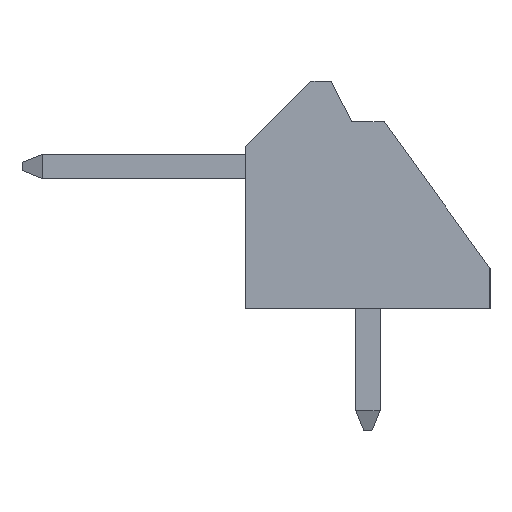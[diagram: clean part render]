
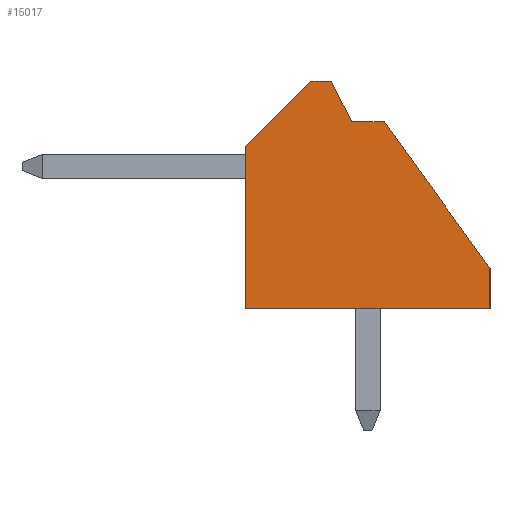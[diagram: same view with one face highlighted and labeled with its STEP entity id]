
A CAD part, left-side view. The second image highlights one B-rep face of the part: STEP entity #15017.
In plain terms, the highlighted planar face has unit normal (-1, 0, 0).
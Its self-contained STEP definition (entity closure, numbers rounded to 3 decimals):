
#14750 = VERTEX_POINT('',#14751);
#14751 = CARTESIAN_POINT('',(-1.25,0.4,4.6));
#14760 = PLANE('',#14761);
#14761 = AXIS2_PLACEMENT_3D('',#14762,#14763,#14764);
#14762 = CARTESIAN_POINT('',(-1.25,0.4,4.6));
#14763 = DIRECTION('',(0.,0.,-1.));
#14764 = DIRECTION('',(0.,-1.,0.));
#14772 = PLANE('',#14773);
#14773 = AXIS2_PLACEMENT_3D('',#14774,#14775,#14776);
#14774 = CARTESIAN_POINT('',(-1.25,0.4,4.6));
#14775 = DIRECTION('',(0.,-0.894,0.447));
#14776 = DIRECTION('',(0.,0.447,0.894));
#14813 = VERTEX_POINT('',#14814);
#14814 = CARTESIAN_POINT('',(-1.25,-0.4,4.6));
#14828 = PLANE('',#14829);
#14829 = AXIS2_PLACEMENT_3D('',#14830,#14831,#14832);
#14830 = CARTESIAN_POINT('',(-1.25,-0.4,4.6));
#14831 = DIRECTION('',(0.,0.811,-0.585));
#14832 = DIRECTION('',(0.,-0.585,-0.811));
#14840 = EDGE_CURVE('',#14750,#14813,#14841,.T.);
#14841 = SURFACE_CURVE('',#14842,(#14846,#14853),.PCURVE_S1.);
#14842 = LINE('',#14843,#14844);
#14843 = CARTESIAN_POINT('',(-1.25,0.4,4.6));
#14844 = VECTOR('',#14845,1.);
#14845 = DIRECTION('',(0.,-1.,0.));
#14846 = PCURVE('',#14760,#14847);
#14847 = DEFINITIONAL_REPRESENTATION('',(#14848),#14852);
#14848 = LINE('',#14849,#14850);
#14849 = CARTESIAN_POINT('',(0.,-0.));
#14850 = VECTOR('',#14851,1.);
#14851 = DIRECTION('',(1.,0.));
#14852 = ( GEOMETRIC_REPRESENTATION_CONTEXT(2) 
PARAMETRIC_REPRESENTATION_CONTEXT() REPRESENTATION_CONTEXT('2D SPACE',''
  ) );
#14853 = PCURVE('',#14854,#14859);
#14854 = PLANE('',#14855);
#14855 = AXIS2_PLACEMENT_3D('',#14856,#14857,#14858);
#14856 = CARTESIAN_POINT('',(-1.25,0.384,2.186));
#14857 = DIRECTION('',(1.,0.,0.));
#14858 = DIRECTION('',(0.,0.,1.));
#14859 = DEFINITIONAL_REPRESENTATION('',(#14860),#14864);
#14860 = LINE('',#14861,#14862);
#14861 = CARTESIAN_POINT('',(2.414,-0.016));
#14862 = VECTOR('',#14863,1.);
#14863 = DIRECTION('',(0.,1.));
#14864 = ( GEOMETRIC_REPRESENTATION_CONTEXT(2) 
PARAMETRIC_REPRESENTATION_CONTEXT() REPRESENTATION_CONTEXT('2D SPACE',''
  ) );
#14894 = VERTEX_POINT('',#14895);
#14895 = CARTESIAN_POINT('',(-1.25,0.9,5.6));
#14909 = PLANE('',#14910);
#14910 = AXIS2_PLACEMENT_3D('',#14911,#14912,#14913);
#14911 = CARTESIAN_POINT('',(-1.25,1.4,5.6));
#14912 = DIRECTION('',(0.,0.,-1.));
#14913 = DIRECTION('',(0.,-1.,0.));
#14921 = EDGE_CURVE('',#14750,#14894,#14922,.T.);
#14922 = SURFACE_CURVE('',#14923,(#14927,#14934),.PCURVE_S1.);
#14923 = LINE('',#14924,#14925);
#14924 = CARTESIAN_POINT('',(-1.25,0.4,4.6));
#14925 = VECTOR('',#14926,1.);
#14926 = DIRECTION('',(0.,0.447,0.894));
#14927 = PCURVE('',#14772,#14928);
#14928 = DEFINITIONAL_REPRESENTATION('',(#14929),#14933);
#14929 = LINE('',#14930,#14931);
#14930 = CARTESIAN_POINT('',(0.,0.));
#14931 = VECTOR('',#14932,1.);
#14932 = DIRECTION('',(1.,0.));
#14933 = ( GEOMETRIC_REPRESENTATION_CONTEXT(2) 
PARAMETRIC_REPRESENTATION_CONTEXT() REPRESENTATION_CONTEXT('2D SPACE',''
  ) );
#14934 = PCURVE('',#14854,#14935);
#14935 = DEFINITIONAL_REPRESENTATION('',(#14936),#14940);
#14936 = LINE('',#14937,#14938);
#14937 = CARTESIAN_POINT('',(2.414,-0.016));
#14938 = VECTOR('',#14939,1.);
#14939 = DIRECTION('',(0.894,-0.447));
#14940 = ( GEOMETRIC_REPRESENTATION_CONTEXT(2) 
PARAMETRIC_REPRESENTATION_CONTEXT() REPRESENTATION_CONTEXT('2D SPACE',''
  ) );
#14970 = VERTEX_POINT('',#14971);
#14971 = CARTESIAN_POINT('',(-1.25,-3.,1.));
#14985 = PLANE('',#14986);
#14986 = AXIS2_PLACEMENT_3D('',#14987,#14988,#14989);
#14987 = CARTESIAN_POINT('',(-1.25,-3.,1.));
#14988 = DIRECTION('',(0.,1.,0.));
#14989 = DIRECTION('',(0.,0.,-1.));
#14997 = EDGE_CURVE('',#14813,#14970,#14998,.T.);
#14998 = SURFACE_CURVE('',#14999,(#15003,#15010),.PCURVE_S1.);
#14999 = LINE('',#15000,#15001);
#15000 = CARTESIAN_POINT('',(-1.25,-0.4,4.6));
#15001 = VECTOR('',#15002,1.);
#15002 = DIRECTION('',(0.,-0.585,-0.811));
#15003 = PCURVE('',#14828,#15004);
#15004 = DEFINITIONAL_REPRESENTATION('',(#15005),#15009);
#15005 = LINE('',#15006,#15007);
#15006 = CARTESIAN_POINT('',(0.,0.));
#15007 = VECTOR('',#15008,1.);
#15008 = DIRECTION('',(1.,0.));
#15009 = ( GEOMETRIC_REPRESENTATION_CONTEXT(2) 
PARAMETRIC_REPRESENTATION_CONTEXT() REPRESENTATION_CONTEXT('2D SPACE',''
  ) );
#15010 = PCURVE('',#14854,#15011);
#15011 = DEFINITIONAL_REPRESENTATION('',(#15012),#15016);
#15012 = LINE('',#15013,#15014);
#15013 = CARTESIAN_POINT('',(2.414,0.784));
#15014 = VECTOR('',#15015,1.);
#15015 = DIRECTION('',(-0.811,0.585));
#15016 = ( GEOMETRIC_REPRESENTATION_CONTEXT(2) 
PARAMETRIC_REPRESENTATION_CONTEXT() REPRESENTATION_CONTEXT('2D SPACE',''
  ) );
#15017 = ADVANCED_FACE('',(#15018),#14854,.F.);
#15018 = FACE_BOUND('',#15019,.F.);
#15019 = EDGE_LOOP('',(#15020,#15021,#15022,#15045,#15073,#15101,#15129,
    #15150));
#15020 = ORIENTED_EDGE('',*,*,#14840,.T.);
#15021 = ORIENTED_EDGE('',*,*,#14997,.T.);
#15022 = ORIENTED_EDGE('',*,*,#15023,.T.);
#15023 = EDGE_CURVE('',#14970,#15024,#15026,.T.);
#15024 = VERTEX_POINT('',#15025);
#15025 = CARTESIAN_POINT('',(-1.25,-3.,0.));
#15026 = SURFACE_CURVE('',#15027,(#15031,#15038),.PCURVE_S1.);
#15027 = LINE('',#15028,#15029);
#15028 = CARTESIAN_POINT('',(-1.25,-3.,1.));
#15029 = VECTOR('',#15030,1.);
#15030 = DIRECTION('',(0.,0.,-1.));
#15031 = PCURVE('',#14854,#15032);
#15032 = DEFINITIONAL_REPRESENTATION('',(#15033),#15037);
#15033 = LINE('',#15034,#15035);
#15034 = CARTESIAN_POINT('',(-1.186,3.384));
#15035 = VECTOR('',#15036,1.);
#15036 = DIRECTION('',(-1.,0.));
#15037 = ( GEOMETRIC_REPRESENTATION_CONTEXT(2) 
PARAMETRIC_REPRESENTATION_CONTEXT() REPRESENTATION_CONTEXT('2D SPACE',''
  ) );
#15038 = PCURVE('',#14985,#15039);
#15039 = DEFINITIONAL_REPRESENTATION('',(#15040),#15044);
#15040 = LINE('',#15041,#15042);
#15041 = CARTESIAN_POINT('',(0.,0.));
#15042 = VECTOR('',#15043,1.);
#15043 = DIRECTION('',(1.,0.));
#15044 = ( GEOMETRIC_REPRESENTATION_CONTEXT(2) 
PARAMETRIC_REPRESENTATION_CONTEXT() REPRESENTATION_CONTEXT('2D SPACE',''
  ) );
#15045 = ORIENTED_EDGE('',*,*,#15046,.T.);
#15046 = EDGE_CURVE('',#15024,#15047,#15049,.T.);
#15047 = VERTEX_POINT('',#15048);
#15048 = CARTESIAN_POINT('',(-1.25,3.,0.));
#15049 = SURFACE_CURVE('',#15050,(#15054,#15061),.PCURVE_S1.);
#15050 = LINE('',#15051,#15052);
#15051 = CARTESIAN_POINT('',(-1.25,-3.,0.));
#15052 = VECTOR('',#15053,1.);
#15053 = DIRECTION('',(0.,1.,0.));
#15054 = PCURVE('',#14854,#15055);
#15055 = DEFINITIONAL_REPRESENTATION('',(#15056),#15060);
#15056 = LINE('',#15057,#15058);
#15057 = CARTESIAN_POINT('',(-2.186,3.384));
#15058 = VECTOR('',#15059,1.);
#15059 = DIRECTION('',(0.,-1.));
#15060 = ( GEOMETRIC_REPRESENTATION_CONTEXT(2) 
PARAMETRIC_REPRESENTATION_CONTEXT() REPRESENTATION_CONTEXT('2D SPACE',''
  ) );
#15061 = PCURVE('',#15062,#15067);
#15062 = PLANE('',#15063);
#15063 = AXIS2_PLACEMENT_3D('',#15064,#15065,#15066);
#15064 = CARTESIAN_POINT('',(-1.25,-3.,0.));
#15065 = DIRECTION('',(0.,0.,1.));
#15066 = DIRECTION('',(0.,1.,0.));
#15067 = DEFINITIONAL_REPRESENTATION('',(#15068),#15072);
#15068 = LINE('',#15069,#15070);
#15069 = CARTESIAN_POINT('',(0.,0.));
#15070 = VECTOR('',#15071,1.);
#15071 = DIRECTION('',(1.,0.));
#15072 = ( GEOMETRIC_REPRESENTATION_CONTEXT(2) 
PARAMETRIC_REPRESENTATION_CONTEXT() REPRESENTATION_CONTEXT('2D SPACE',''
  ) );
#15073 = ORIENTED_EDGE('',*,*,#15074,.T.);
#15074 = EDGE_CURVE('',#15047,#15075,#15077,.T.);
#15075 = VERTEX_POINT('',#15076);
#15076 = CARTESIAN_POINT('',(-1.25,3.,4.));
#15077 = SURFACE_CURVE('',#15078,(#15082,#15089),.PCURVE_S1.);
#15078 = LINE('',#15079,#15080);
#15079 = CARTESIAN_POINT('',(-1.25,3.,0.));
#15080 = VECTOR('',#15081,1.);
#15081 = DIRECTION('',(0.,0.,1.));
#15082 = PCURVE('',#14854,#15083);
#15083 = DEFINITIONAL_REPRESENTATION('',(#15084),#15088);
#15084 = LINE('',#15085,#15086);
#15085 = CARTESIAN_POINT('',(-2.186,-2.616));
#15086 = VECTOR('',#15087,1.);
#15087 = DIRECTION('',(1.,0.));
#15088 = ( GEOMETRIC_REPRESENTATION_CONTEXT(2) 
PARAMETRIC_REPRESENTATION_CONTEXT() REPRESENTATION_CONTEXT('2D SPACE',''
  ) );
#15089 = PCURVE('',#15090,#15095);
#15090 = PLANE('',#15091);
#15091 = AXIS2_PLACEMENT_3D('',#15092,#15093,#15094);
#15092 = CARTESIAN_POINT('',(-1.25,3.,0.));
#15093 = DIRECTION('',(0.,-1.,0.));
#15094 = DIRECTION('',(0.,0.,1.));
#15095 = DEFINITIONAL_REPRESENTATION('',(#15096),#15100);
#15096 = LINE('',#15097,#15098);
#15097 = CARTESIAN_POINT('',(0.,0.));
#15098 = VECTOR('',#15099,1.);
#15099 = DIRECTION('',(1.,0.));
#15100 = ( GEOMETRIC_REPRESENTATION_CONTEXT(2) 
PARAMETRIC_REPRESENTATION_CONTEXT() REPRESENTATION_CONTEXT('2D SPACE',''
  ) );
#15101 = ORIENTED_EDGE('',*,*,#15102,.F.);
#15102 = EDGE_CURVE('',#15103,#15075,#15105,.T.);
#15103 = VERTEX_POINT('',#15104);
#15104 = CARTESIAN_POINT('',(-1.25,1.4,5.6));
#15105 = SURFACE_CURVE('',#15106,(#15110,#15117),.PCURVE_S1.);
#15106 = LINE('',#15107,#15108);
#15107 = CARTESIAN_POINT('',(-1.25,1.4,5.6));
#15108 = VECTOR('',#15109,1.);
#15109 = DIRECTION('',(0.,0.707,-0.707));
#15110 = PCURVE('',#14854,#15111);
#15111 = DEFINITIONAL_REPRESENTATION('',(#15112),#15116);
#15112 = LINE('',#15113,#15114);
#15113 = CARTESIAN_POINT('',(3.414,-1.016));
#15114 = VECTOR('',#15115,1.);
#15115 = DIRECTION('',(-0.707,-0.707));
#15116 = ( GEOMETRIC_REPRESENTATION_CONTEXT(2) 
PARAMETRIC_REPRESENTATION_CONTEXT() REPRESENTATION_CONTEXT('2D SPACE',''
  ) );
#15117 = PCURVE('',#15118,#15123);
#15118 = PLANE('',#15119);
#15119 = AXIS2_PLACEMENT_3D('',#15120,#15121,#15122);
#15120 = CARTESIAN_POINT('',(-1.25,1.4,5.6));
#15121 = DIRECTION('',(0.,0.707,0.707));
#15122 = DIRECTION('',(0.,0.707,-0.707));
#15123 = DEFINITIONAL_REPRESENTATION('',(#15124),#15128);
#15124 = LINE('',#15125,#15126);
#15125 = CARTESIAN_POINT('',(0.,0.));
#15126 = VECTOR('',#15127,1.);
#15127 = DIRECTION('',(1.,0.));
#15128 = ( GEOMETRIC_REPRESENTATION_CONTEXT(2) 
PARAMETRIC_REPRESENTATION_CONTEXT() REPRESENTATION_CONTEXT('2D SPACE',''
  ) );
#15129 = ORIENTED_EDGE('',*,*,#15130,.T.);
#15130 = EDGE_CURVE('',#15103,#14894,#15131,.T.);
#15131 = SURFACE_CURVE('',#15132,(#15136,#15143),.PCURVE_S1.);
#15132 = LINE('',#15133,#15134);
#15133 = CARTESIAN_POINT('',(-1.25,1.4,5.6));
#15134 = VECTOR('',#15135,1.);
#15135 = DIRECTION('',(0.,-1.,0.));
#15136 = PCURVE('',#14854,#15137);
#15137 = DEFINITIONAL_REPRESENTATION('',(#15138),#15142);
#15138 = LINE('',#15139,#15140);
#15139 = CARTESIAN_POINT('',(3.414,-1.016));
#15140 = VECTOR('',#15141,1.);
#15141 = DIRECTION('',(0.,1.));
#15142 = ( GEOMETRIC_REPRESENTATION_CONTEXT(2) 
PARAMETRIC_REPRESENTATION_CONTEXT() REPRESENTATION_CONTEXT('2D SPACE',''
  ) );
#15143 = PCURVE('',#14909,#15144);
#15144 = DEFINITIONAL_REPRESENTATION('',(#15145),#15149);
#15145 = LINE('',#15146,#15147);
#15146 = CARTESIAN_POINT('',(0.,-0.));
#15147 = VECTOR('',#15148,1.);
#15148 = DIRECTION('',(1.,0.));
#15149 = ( GEOMETRIC_REPRESENTATION_CONTEXT(2) 
PARAMETRIC_REPRESENTATION_CONTEXT() REPRESENTATION_CONTEXT('2D SPACE',''
  ) );
#15150 = ORIENTED_EDGE('',*,*,#14921,.F.);
